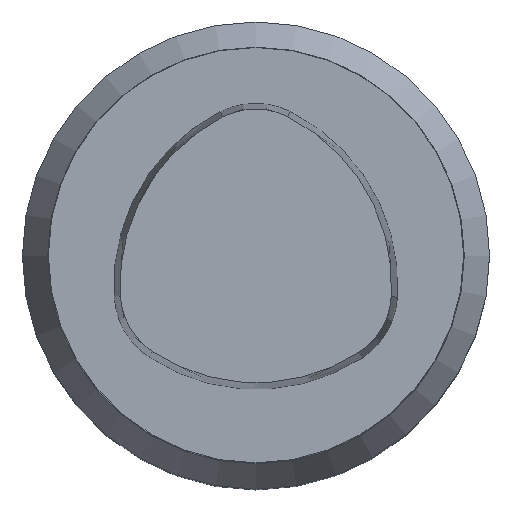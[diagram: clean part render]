
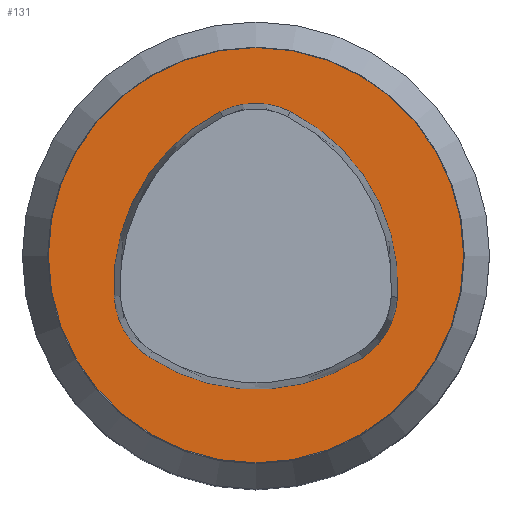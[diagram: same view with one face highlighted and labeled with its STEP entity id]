
A CAD part, top view. The second image highlights one B-rep face of the part: STEP entity #131.
In plain terms, the highlighted planar face has unit normal (0, 0, 1).
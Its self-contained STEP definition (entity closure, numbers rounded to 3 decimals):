
#131=ADVANCED_FACE('',(#175),#153,.T.);
#153=PLANE('',#498);
#175=FACE_OUTER_BOUND('',#205,.T.);
#205=EDGE_LOOP('',(#285));
#285=ORIENTED_EDGE('',*,*,#394,.F.);
#352=VERTEX_POINT('',#734);
#394=EDGE_CURVE('',#352,#352,#430,.T.);
#430=CIRCLE('',#492,16.);
#492=AXIS2_PLACEMENT_3D('',#733,#597,#598);
#498=AXIS2_PLACEMENT_3D('',#752,#613,#614);
#597=DIRECTION('',(0.,0.,-1.));
#598=DIRECTION('',(-1.,0.,0.));
#613=DIRECTION('',(0.,0.,1.));
#614=DIRECTION('',(1.,0.,0.));
#733=CARTESIAN_POINT('',(0.,0.,0.));
#734=CARTESIAN_POINT('',(-16.,0.,0.));
#752=CARTESIAN_POINT('',(0.,0.,0.));
